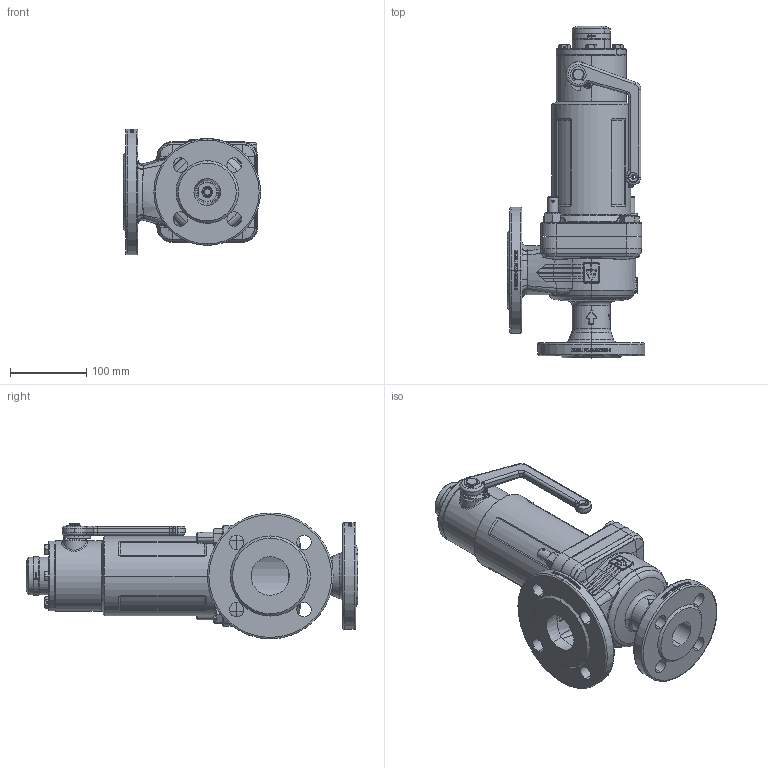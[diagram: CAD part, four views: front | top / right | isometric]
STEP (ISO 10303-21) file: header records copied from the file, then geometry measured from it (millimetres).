
FILE_DESCRIPTION (( 'STEP AP214' ), '1' );
FILE_NAME ('355TGFL_32_FLFL_3250_MD.STEP', '2020-07-22T14:19:15', ( '' ), ( '' ), 'SwSTEP 2.0', 'SolidWorks 2020', '' );
FILE_SCHEMA (( 'AUTOMOTIVE_DESIGN' ));
Length unit declared in the file: millimetre
Products named in the file (1): 355TGFL_32_FLFL_3250_MD
Bounding box: 180 x 435.3 x 165 mm (x, y, z)
Volume: 2083179.9 mm3; surface area: 484980.7 mm2
Topology: 22 solids, 22 shells, 2300 faces, 6132 edges, 4067 vertices
Faces by surface type: bspline 660, cylinder 620, plane 607, cone 254, torus 151, sphere 8
Entity records: 170655 total; most frequent: CARTESIAN_POINT 92439, ORIENTED_EDGE 12180, DIRECTION 9234, EDGE_CURVE 6090, VERTEX_POINT 4065, AXIS2_PLACEMENT_3D 3703, EDGE_LOOP 2611, UNCERTAINTY_MEASURE_WITH_UNIT 2312
